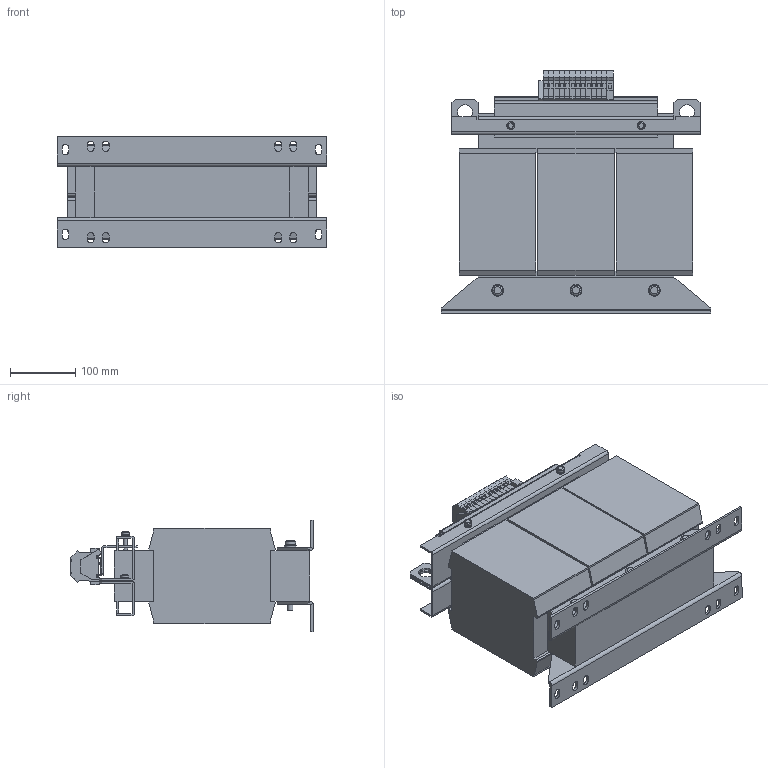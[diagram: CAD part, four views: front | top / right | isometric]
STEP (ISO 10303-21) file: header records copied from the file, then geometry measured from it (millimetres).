
FILE_DESCRIPTION (( 'STEP AP214' ), '1' );
FILE_NAME ('197478.STEP', '2020-05-28T17:27:43', ( '' ), ( '' ), 'SwSTEP 2.0', 'SolidWorks 2018', '' );
FILE_SCHEMA (( 'AUTOMOTIVE_DESIGN' ));
Length unit declared in the file: millimetre
Products named in the file (1): 197478
Bounding box: 412 x 371.3 x 170 mm (x, y, z)
Volume: 12934650.5 mm3; surface area: 829382 mm2
Topology: 1 solids, 1 shells, 1182 faces, 2864 edges, 1758 vertices
Faces by surface type: plane 934, cylinder 202, torus 24, sphere 14, cone 8
Entity records: 33886 total; most frequent: CARTESIAN_POINT 5885, ORIENTED_EDGE 5728, DIRECTION 5706, EDGE_CURVE 2864, LINE 2356, VECTOR 2356, VERTEX_POINT 1758, AXIS2_PLACEMENT_3D 1675
